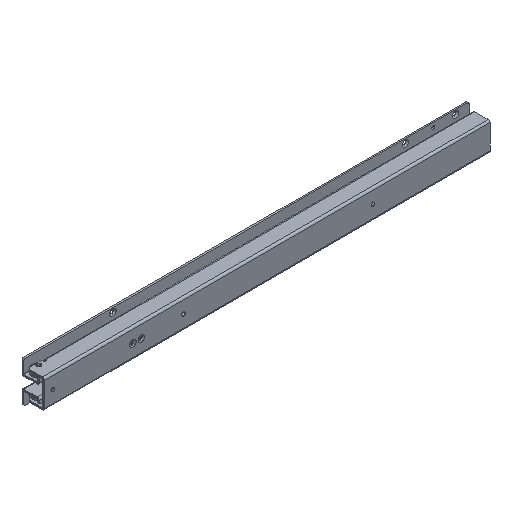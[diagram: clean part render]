
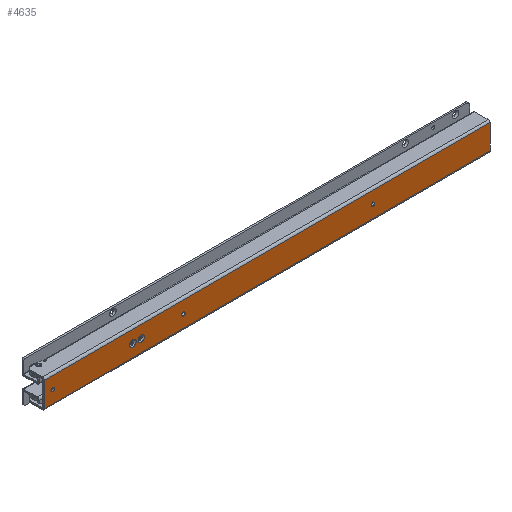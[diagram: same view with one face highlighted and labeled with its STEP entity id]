
A CAD part, isometric view. The second image highlights one B-rep face of the part: STEP entity #4635.
In plain terms, the highlighted face is planar.
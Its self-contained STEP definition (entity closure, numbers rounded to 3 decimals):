
#379 = CIRCLE ( 'NONE', #9839, 5.75 ) ;
#488 = EDGE_CURVE ( 'NONE', #3069, #2193, #2638, .T. ) ;
#651 = EDGE_CURVE ( 'NONE', #17696, #5488, #1920, .T. ) ;
#973 = CARTESIAN_POINT ( 'NONE',  ( 0., 0., -22. ) ) ;
#1129 = CARTESIAN_POINT ( 'NONE',  ( 550., 0., -3.15 ) ) ;
#1156 = DIRECTION ( 'NONE',  ( 1., 0., 0. ) ) ;
#1415 = CIRCLE ( 'NONE', #15233, 3.1 ) ;
#1493 = CARTESIAN_POINT ( 'NONE',  ( 641., 0., 0. ) ) ;
#1514 = LINE ( 'NONE', #8928, #13551 ) ;
#1571 = EDGE_CURVE ( 'NONE', #9416, #23674, #18180, .T. ) ;
#1719 = VERTEX_POINT ( 'NONE', #2715 ) ;
#1920 = CIRCLE ( 'NONE', #15747, 3.15 ) ;
#2098 = CARTESIAN_POINT ( 'NONE',  ( 800., 0., -22. ) ) ;
#2193 = VERTEX_POINT ( 'NONE', #16349 ) ;
#2271 = DIRECTION ( 'NONE',  ( 0., -1., 0. ) ) ;
#2366 = FACE_OUTER_BOUND ( 'NONE', #4586, .T. ) ;
#2523 = VECTOR ( 'NONE', #1156, 1000. ) ;
#2638 = CIRCLE ( 'NONE', #5022, 5.75 ) ;
#2715 = CARTESIAN_POINT ( 'NONE',  ( 626., 0., 5.75 ) ) ;
#2922 = AXIS2_PLACEMENT_3D ( 'NONE', #21234, #2271, #22749 ) ;
#3023 = EDGE_LOOP ( 'NONE', ( #9038, #20734 ) ) ;
#3069 = VERTEX_POINT ( 'NONE', #8930 ) ;
#3126 = EDGE_CURVE ( 'NONE', #18804, #15133, #19103, .T. ) ;
#3308 = LINE ( 'NONE', #9125, #11696 ) ;
#4133 = CIRCLE ( 'NONE', #14025, 3.15 ) ;
#4287 = EDGE_CURVE ( 'NONE', #5488, #17696, #4133, .T. ) ;
#4327 = DIRECTION ( 'NONE',  ( 0., 0., -1. ) ) ;
#4449 = DIRECTION ( 'NONE',  ( 0., 0., 1. ) ) ;
#4450 = CARTESIAN_POINT ( 'NONE',  ( 785., 0., 3.1 ) ) ;
#4586 = EDGE_LOOP ( 'NONE', ( #10320, #11324, #18189, #4822 ) ) ;
#4621 = CARTESIAN_POINT ( 'NONE',  ( 210., 0., 0. ) ) ;
#4635 = ADVANCED_FACE ( 'NONE', ( #14122, #10026, #19348, #8176, #21698, #2366 ), #9901, .F. ) ;
#4712 = DIRECTION ( 'NONE',  ( 0., 0., -1. ) ) ;
#4726 = AXIS2_PLACEMENT_3D ( 'NONE', #15719, #21422, #4449 ) ;
#4802 = ORIENTED_EDGE ( 'NONE', *, *, #651, .F. ) ;
#4822 = ORIENTED_EDGE ( 'NONE', *, *, #22977, .T. ) ;
#4869 = CARTESIAN_POINT ( 'NONE',  ( 800., 0., 22. ) ) ;
#4889 = VERTEX_POINT ( 'NONE', #17554 ) ;
#4963 = EDGE_LOOP ( 'NONE', ( #22449, #23919 ) ) ;
#5022 = AXIS2_PLACEMENT_3D ( 'NONE', #1493, #9031, #22305 ) ;
#5273 = CARTESIAN_POINT ( 'NONE',  ( 550., 0., 0. ) ) ;
#5295 = EDGE_CURVE ( 'NONE', #6847, #22347, #3308, .T. ) ;
#5395 = CARTESIAN_POINT ( 'NONE',  ( 785., 0., -3.1 ) ) ;
#5488 = VERTEX_POINT ( 'NONE', #23225 ) ;
#5923 = DIRECTION ( 'NONE',  ( 0., 0., 1. ) ) ;
#6219 = LINE ( 'NONE', #4869, #2523 ) ;
#6259 = CIRCLE ( 'NONE', #8650, 3.15 ) ;
#6318 = CIRCLE ( 'NONE', #11074, 5.75 ) ;
#6446 = DIRECTION ( 'NONE',  ( 0., -1., 0. ) ) ;
#6522 = AXIS2_PLACEMENT_3D ( 'NONE', #23310, #8060, #4712 ) ;
#6847 = VERTEX_POINT ( 'NONE', #2098 ) ;
#7745 = ORIENTED_EDGE ( 'NONE', *, *, #9187, .T. ) ;
#8060 = DIRECTION ( 'NONE',  ( 0., -1., 0. ) ) ;
#8176 = FACE_BOUND ( 'NONE', #3023, .T. ) ;
#8650 = AXIS2_PLACEMENT_3D ( 'NONE', #5273, #10935, #18775 ) ;
#8928 = CARTESIAN_POINT ( 'NONE',  ( 800., 0., 58. ) ) ;
#8930 = CARTESIAN_POINT ( 'NONE',  ( 641., 0., 5.75 ) ) ;
#9031 = DIRECTION ( 'NONE',  ( 0., -1., 0. ) ) ;
#9038 = ORIENTED_EDGE ( 'NONE', *, *, #16011, .F. ) ;
#9125 = CARTESIAN_POINT ( 'NONE',  ( 800., 0., -22. ) ) ;
#9187 = EDGE_CURVE ( 'NONE', #2193, #3069, #379, .T. ) ;
#9416 = VERTEX_POINT ( 'NONE', #1129 ) ;
#9649 = ORIENTED_EDGE ( 'NONE', *, *, #3126, .F. ) ;
#9779 = CARTESIAN_POINT ( 'NONE',  ( 641., 0., 0. ) ) ;
#9839 = AXIS2_PLACEMENT_3D ( 'NONE', #9779, #6446, #4327 ) ;
#9901 = PLANE ( 'NONE',  #6522 ) ;
#10026 = FACE_BOUND ( 'NONE', #21691, .T. ) ;
#10193 = CARTESIAN_POINT ( 'NONE',  ( 800., 0., 22. ) ) ;
#10230 = DIRECTION ( 'NONE',  ( 0., 0., 1. ) ) ;
#10320 = ORIENTED_EDGE ( 'NONE', *, *, #20831, .T. ) ;
#10935 = DIRECTION ( 'NONE',  ( 0., 1., 0. ) ) ;
#11074 = AXIS2_PLACEMENT_3D ( 'NONE', #21105, #17259, #12982 ) ;
#11324 = ORIENTED_EDGE ( 'NONE', *, *, #5295, .T. ) ;
#11417 = CARTESIAN_POINT ( 'NONE',  ( 626., 0., -5.75 ) ) ;
#11675 = VECTOR ( 'NONE', #10230, 1000. ) ;
#11696 = VECTOR ( 'NONE', #18801, 1000. ) ;
#12293 = DIRECTION ( 'NONE',  ( 0., 1., 0. ) ) ;
#12452 = CARTESIAN_POINT ( 'NONE',  ( 785., 0., 0. ) ) ;
#12456 = EDGE_LOOP ( 'NONE', ( #12923, #9649 ) ) ;
#12910 = VERTEX_POINT ( 'NONE', #11417 ) ;
#12923 = ORIENTED_EDGE ( 'NONE', *, *, #22645, .F. ) ;
#12982 = DIRECTION ( 'NONE',  ( 0., 0., -1. ) ) ;
#13551 = VECTOR ( 'NONE', #21940, 1000. ) ;
#13781 = ORIENTED_EDGE ( 'NONE', *, *, #4287, .F. ) ;
#13815 = DIRECTION ( 'NONE',  ( 0., 1., 0. ) ) ;
#13945 = CARTESIAN_POINT ( 'NONE',  ( 210., 0., 0. ) ) ;
#14025 = AXIS2_PLACEMENT_3D ( 'NONE', #4621, #12293, #23713 ) ;
#14122 = FACE_BOUND ( 'NONE', #4963, .T. ) ;
#15133 = VERTEX_POINT ( 'NONE', #4450 ) ;
#15233 = AXIS2_PLACEMENT_3D ( 'NONE', #12452, #20020, #19641 ) ;
#15462 = CARTESIAN_POINT ( 'NONE',  ( 785., 0., 0. ) ) ;
#15705 = DIRECTION ( 'NONE',  ( 0., 1., 0. ) ) ;
#15719 = CARTESIAN_POINT ( 'NONE',  ( 550., 0., 0. ) ) ;
#15747 = AXIS2_PLACEMENT_3D ( 'NONE', #13945, #13815, #15945 ) ;
#15945 = DIRECTION ( 'NONE',  ( 0., 0., 1. ) ) ;
#16011 = EDGE_CURVE ( 'NONE', #23674, #9416, #6259, .T. ) ;
#16349 = CARTESIAN_POINT ( 'NONE',  ( 641., 0., -5.75 ) ) ;
#16624 = CARTESIAN_POINT ( 'NONE',  ( 550., 0., 3.15 ) ) ;
#17259 = DIRECTION ( 'NONE',  ( 0., -1., 0. ) ) ;
#17353 = EDGE_CURVE ( 'NONE', #12910, #1719, #6318, .T. ) ;
#17554 = CARTESIAN_POINT ( 'NONE',  ( 0., 0., 22. ) ) ;
#17696 = VERTEX_POINT ( 'NONE', #19449 ) ;
#18180 = CIRCLE ( 'NONE', #4726, 3.15 ) ;
#18189 = ORIENTED_EDGE ( 'NONE', *, *, #23968, .T. ) ;
#18295 = CARTESIAN_POINT ( 'NONE',  ( 0., 0., 58. ) ) ;
#18561 = ORIENTED_EDGE ( 'NONE', *, *, #488, .T. ) ;
#18775 = DIRECTION ( 'NONE',  ( 0., 0., 1. ) ) ;
#18801 = DIRECTION ( 'NONE',  ( -1., 0., 0. ) ) ;
#18804 = VERTEX_POINT ( 'NONE', #5395 ) ;
#19103 = CIRCLE ( 'NONE', #21066, 3.1 ) ;
#19348 = FACE_BOUND ( 'NONE', #22363, .T. ) ;
#19449 = CARTESIAN_POINT ( 'NONE',  ( 210., 0., -3.15 ) ) ;
#19641 = DIRECTION ( 'NONE',  ( 0., 0., 1. ) ) ;
#19825 = VERTEX_POINT ( 'NONE', #10193 ) ;
#19996 = CIRCLE ( 'NONE', #2922, 5.75 ) ;
#20020 = DIRECTION ( 'NONE',  ( 0., 1., 0. ) ) ;
#20734 = ORIENTED_EDGE ( 'NONE', *, *, #1571, .F. ) ;
#20831 = EDGE_CURVE ( 'NONE', #19825, #6847, #1514, .T. ) ;
#21066 = AXIS2_PLACEMENT_3D ( 'NONE', #15462, #15705, #5923 ) ;
#21105 = CARTESIAN_POINT ( 'NONE',  ( 626., 0., 0. ) ) ;
#21234 = CARTESIAN_POINT ( 'NONE',  ( 626., 0., 0. ) ) ;
#21422 = DIRECTION ( 'NONE',  ( 0., 1., 0. ) ) ;
#21540 = LINE ( 'NONE', #18295, #11675 ) ;
#21691 = EDGE_LOOP ( 'NONE', ( #18561, #7745 ) ) ;
#21698 = FACE_BOUND ( 'NONE', #12456, .T. ) ;
#21940 = DIRECTION ( 'NONE',  ( 0., 0., -1. ) ) ;
#22305 = DIRECTION ( 'NONE',  ( 0., 0., -1. ) ) ;
#22347 = VERTEX_POINT ( 'NONE', #973 ) ;
#22363 = EDGE_LOOP ( 'NONE', ( #13781, #4802 ) ) ;
#22449 = ORIENTED_EDGE ( 'NONE', *, *, #22903, .T. ) ;
#22645 = EDGE_CURVE ( 'NONE', #15133, #18804, #1415, .T. ) ;
#22749 = DIRECTION ( 'NONE',  ( 0., 0., -1. ) ) ;
#22903 = EDGE_CURVE ( 'NONE', #1719, #12910, #19996, .T. ) ;
#22977 = EDGE_CURVE ( 'NONE', #4889, #19825, #6219, .T. ) ;
#23225 = CARTESIAN_POINT ( 'NONE',  ( 210., 0., 3.15 ) ) ;
#23310 = CARTESIAN_POINT ( 'NONE',  ( 800., 0., -58. ) ) ;
#23674 = VERTEX_POINT ( 'NONE', #16624 ) ;
#23713 = DIRECTION ( 'NONE',  ( 0., 0., 1. ) ) ;
#23919 = ORIENTED_EDGE ( 'NONE', *, *, #17353, .T. ) ;
#23968 = EDGE_CURVE ( 'NONE', #22347, #4889, #21540, .T. ) ;
